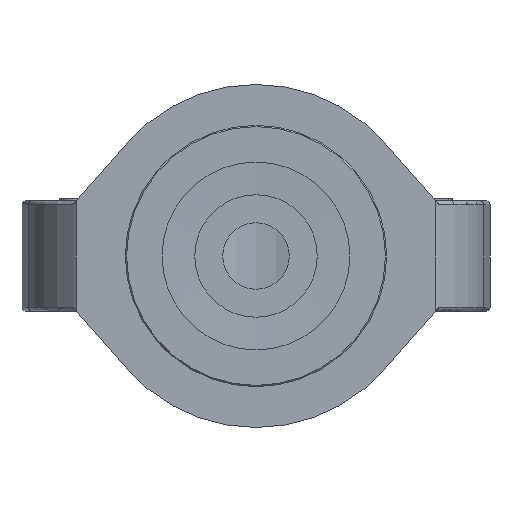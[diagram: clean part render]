
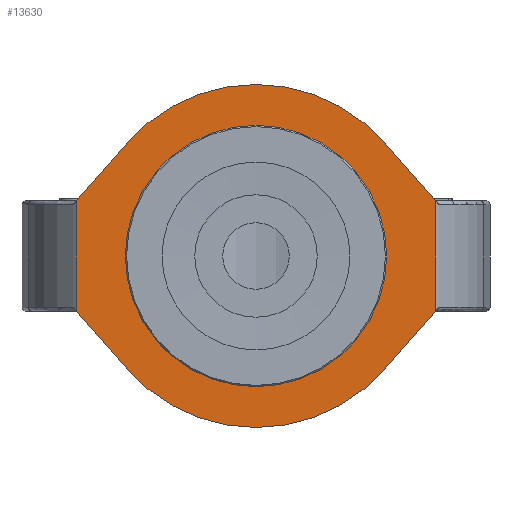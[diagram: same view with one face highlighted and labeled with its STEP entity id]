
A CAD part, front view. The second image highlights one B-rep face of the part: STEP entity #13630.
In plain terms, the highlighted planar face has unit normal (0, -1, 0).
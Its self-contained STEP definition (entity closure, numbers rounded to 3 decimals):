
#161=CIRCLE('',#14345,32.);
#216=CIRCLE('',#14456,42.);
#217=CIRCLE('',#14460,42.);
#284=FACE_BOUND('',#2223,.T.);
#1425=FACE_OUTER_BOUND('',#2222,.T.);
#2222=EDGE_LOOP('',(#10700,#10701,#10702,#10703,#10704,#10705,#10706,#10707));
#2223=EDGE_LOOP('',(#10708));
#3309=LINE('',#20591,#4689);
#3313=LINE('',#20608,#4693);
#3329=LINE('',#21018,#4709);
#3331=LINE('',#21024,#4711);
#3333=LINE('',#21028,#4713);
#3335=LINE('',#21034,#4715);
#4689=VECTOR('',#15987,10.);
#4693=VECTOR('',#16007,10.);
#4709=VECTOR('',#16143,10.);
#4711=VECTOR('',#16151,10.);
#4713=VECTOR('',#16155,10.);
#4715=VECTOR('',#16163,10.);
#6014=VERTEX_POINT('',#20472);
#6042=VERTEX_POINT('',#20583);
#6045=VERTEX_POINT('',#20589);
#6049=VERTEX_POINT('',#20605);
#6050=VERTEX_POINT('',#20607);
#6076=VERTEX_POINT('',#21016);
#6077=VERTEX_POINT('',#21020);
#6078=VERTEX_POINT('',#21026);
#6079=VERTEX_POINT('',#21030);
#7622=EDGE_CURVE('',#6014,#6014,#161,.T.);
#7666=EDGE_CURVE('',#6045,#6042,#3309,.T.);
#7674=EDGE_CURVE('',#6049,#6050,#3313,.T.);
#7734=EDGE_CURVE('',#6049,#6076,#3329,.T.);
#7736=EDGE_CURVE('',#6076,#6077,#216,.T.);
#7737=EDGE_CURVE('',#6077,#6042,#3331,.T.);
#7739=EDGE_CURVE('',#6045,#6078,#3333,.T.);
#7741=EDGE_CURVE('',#6078,#6079,#217,.T.);
#7742=EDGE_CURVE('',#6079,#6050,#3335,.T.);
#10700=ORIENTED_EDGE('',*,*,#7674,.F.);
#10701=ORIENTED_EDGE('',*,*,#7734,.T.);
#10702=ORIENTED_EDGE('',*,*,#7736,.T.);
#10703=ORIENTED_EDGE('',*,*,#7737,.T.);
#10704=ORIENTED_EDGE('',*,*,#7666,.F.);
#10705=ORIENTED_EDGE('',*,*,#7739,.T.);
#10706=ORIENTED_EDGE('',*,*,#7741,.T.);
#10707=ORIENTED_EDGE('',*,*,#7742,.T.);
#10708=ORIENTED_EDGE('',*,*,#7622,.T.);
#12963=PLANE('',#14462);
#13630=ADVANCED_FACE('',(#1425,#284),#12963,.T.);
#14345=AXIS2_PLACEMENT_3D('',#20473,#15886,#15887);
#14456=AXIS2_PLACEMENT_3D('',#21022,#16147,#16148);
#14460=AXIS2_PLACEMENT_3D('',#21032,#16159,#16160);
#14462=AXIS2_PLACEMENT_3D('',#21035,#16164,#16165);
#15886=DIRECTION('center_axis',(0.,1.,0.));
#15887=DIRECTION('ref_axis',(-1.,0.,0.));
#15987=DIRECTION('',(0.,0.,1.));
#16007=DIRECTION('',(0.,0.,-1.));
#16143=DIRECTION('',(-0.659,0.,0.752));
#16147=DIRECTION('center_axis',(0.,-1.,0.));
#16148=DIRECTION('ref_axis',(0.752,0.,0.659));
#16151=DIRECTION('',(-0.659,0.,-0.752));
#16155=DIRECTION('',(0.659,0.,-0.752));
#16159=DIRECTION('center_axis',(0.,-1.,0.));
#16160=DIRECTION('ref_axis',(-0.752,0.,-0.659));
#16163=DIRECTION('',(0.659,0.,0.752));
#16164=DIRECTION('center_axis',(0.,-1.,0.));
#16165=DIRECTION('ref_axis',(1.,0.,0.));
#20472=CARTESIAN_POINT('',(32.,-61.,0.));
#20473=CARTESIAN_POINT('Origin',(0.,-61.,0.));
#20583=CARTESIAN_POINT('',(-44.,-61.,13.5));
#20589=CARTESIAN_POINT('',(-44.,-61.,-13.5));
#20591=CARTESIAN_POINT('',(-44.,-61.,0.));
#20605=CARTESIAN_POINT('',(44.,-61.,13.5));
#20607=CARTESIAN_POINT('',(44.,-61.,-13.5));
#20608=CARTESIAN_POINT('',(44.,-61.,0.));
#21016=CARTESIAN_POINT('',(31.604,-61.,27.663));
#21018=CARTESIAN_POINT('',(44.,-61.,13.5));
#21020=CARTESIAN_POINT('',(-31.604,-61.,27.663));
#21022=CARTESIAN_POINT('Origin',(0.,-61.,0.));
#21024=CARTESIAN_POINT('',(-31.604,-61.,27.663));
#21026=CARTESIAN_POINT('',(-31.604,-61.,-27.663));
#21028=CARTESIAN_POINT('',(-44.,-61.,-13.5));
#21030=CARTESIAN_POINT('',(31.604,-61.,-27.663));
#21032=CARTESIAN_POINT('Origin',(0.,-61.,0.));
#21034=CARTESIAN_POINT('',(31.604,-61.,-27.663));
#21035=CARTESIAN_POINT('Origin',(-44.,-61.,0.));
